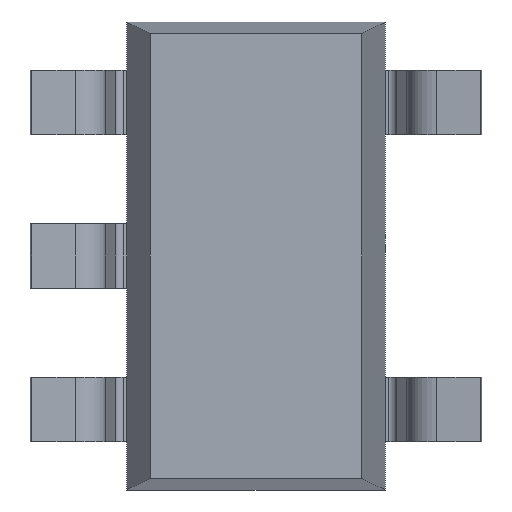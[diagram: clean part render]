
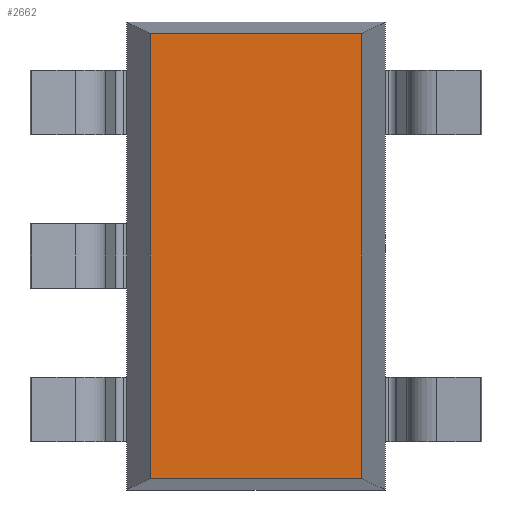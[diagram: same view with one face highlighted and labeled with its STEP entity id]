
A CAD part, front view. The second image highlights one B-rep face of the part: STEP entity #2662.
In plain terms, the highlighted planar face has unit normal (0, -1, 0).
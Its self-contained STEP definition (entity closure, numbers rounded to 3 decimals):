
#58 = VERTEX_POINT ( 'NONE', #1547 ) ;
#335 = VECTOR ( 'NONE', #1888, 1000. ) ;
#464 = VERTEX_POINT ( 'NONE', #640 ) ;
#505 = DIRECTION ( 'NONE',  ( 0., 0., 1. ) ) ;
#594 = EDGE_CURVE ( 'NONE', #2573, #58, #1216, .T. ) ;
#640 = CARTESIAN_POINT ( 'NONE',  ( -0.655, 0.15, -1.378 ) ) ;
#703 = VERTEX_POINT ( 'NONE', #1322 ) ;
#824 = EDGE_CURVE ( 'NONE', #2573, #464, #1263, .T. ) ;
#1066 = CARTESIAN_POINT ( 'NONE',  ( 0.655, 0.15, -1.45 ) ) ;
#1077 = PLANE ( 'NONE',  #1332 ) ;
#1164 = VECTOR ( 'NONE', #2193, 1000. ) ;
#1216 = LINE ( 'NONE', #1066, #335 ) ;
#1248 = ORIENTED_EDGE ( 'NONE', *, *, #1442, .T. ) ;
#1263 = LINE ( 'NONE', #2032, #1785 ) ;
#1293 = DIRECTION ( 'NONE',  ( 0., 0., 1. ) ) ;
#1314 = ORIENTED_EDGE ( 'NONE', *, *, #824, .F. ) ;
#1322 = CARTESIAN_POINT ( 'NONE',  ( -0.655, 0.15, 1.378 ) ) ;
#1332 = AXIS2_PLACEMENT_3D ( 'NONE', #2520, #2328, #1293 ) ;
#1410 = EDGE_CURVE ( 'NONE', #464, #703, #2682, .T. ) ;
#1442 = EDGE_CURVE ( 'NONE', #58, #703, #1851, .T. ) ;
#1547 = CARTESIAN_POINT ( 'NONE',  ( 0.655, 0.15, 1.378 ) ) ;
#1784 = CARTESIAN_POINT ( 'NONE',  ( 0.8, 0.15, 1.378 ) ) ;
#1785 = VECTOR ( 'NONE', #2654, 1000. ) ;
#1813 = ORIENTED_EDGE ( 'NONE', *, *, #1410, .F. ) ;
#1851 = LINE ( 'NONE', #1784, #1164 ) ;
#1888 = DIRECTION ( 'NONE',  ( 0., 0., 1. ) ) ;
#1927 = FACE_OUTER_BOUND ( 'NONE', #2619, .T. ) ;
#1967 = ORIENTED_EDGE ( 'NONE', *, *, #594, .T. ) ;
#2032 = CARTESIAN_POINT ( 'NONE',  ( 0.8, 0.15, -1.378 ) ) ;
#2145 = VECTOR ( 'NONE', #505, 1000. ) ;
#2193 = DIRECTION ( 'NONE',  ( -1., 0., 0. ) ) ;
#2328 = DIRECTION ( 'NONE',  ( 0., 1., 0. ) ) ;
#2439 = CARTESIAN_POINT ( 'NONE',  ( 0.655, 0.15, -1.378 ) ) ;
#2520 = CARTESIAN_POINT ( 'NONE',  ( 0.8, 0.15, -1.378 ) ) ;
#2571 = CARTESIAN_POINT ( 'NONE',  ( -0.655, 0.15, -1.45 ) ) ;
#2573 = VERTEX_POINT ( 'NONE', #2439 ) ;
#2619 = EDGE_LOOP ( 'NONE', ( #1314, #1967, #1248, #1813 ) ) ;
#2654 = DIRECTION ( 'NONE',  ( -1., 0., 0. ) ) ;
#2662 = ADVANCED_FACE ( 'NONE', ( #1927 ), #1077, .F. ) ;
#2682 = LINE ( 'NONE', #2571, #2145 ) ;
